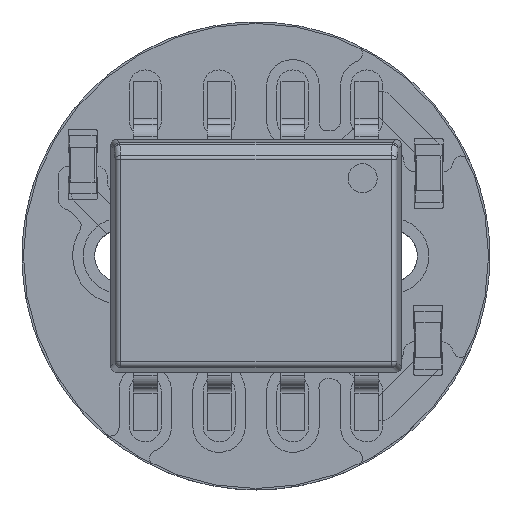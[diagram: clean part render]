
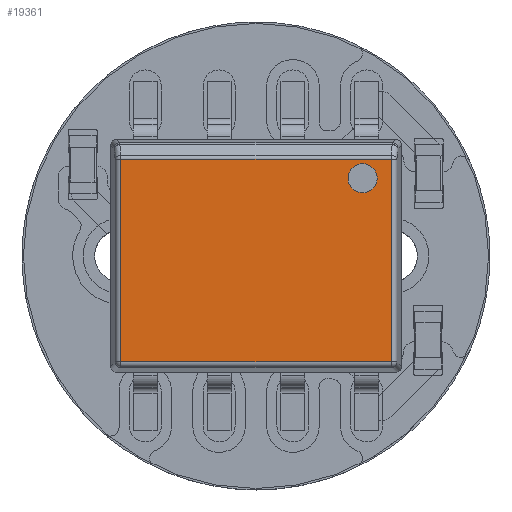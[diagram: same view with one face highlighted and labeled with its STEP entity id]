
A CAD part, top view. The second image highlights one B-rep face of the part: STEP entity #19361.
In plain terms, the highlighted planar face has unit normal (0, 0, 1).
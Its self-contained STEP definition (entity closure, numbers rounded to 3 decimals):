
#19155 = VERTEX_POINT('',#19156);
#19156 = CARTESIAN_POINT('',(3.823,0.177,1.75));
#19163 = EDGE_CURVE('',#19164,#19155,#19166,.T.);
#19164 = VERTEX_POINT('',#19165);
#19165 = CARTESIAN_POINT('',(0.341,0.177,1.75));
#19166 = LINE('',#19167,#19168);
#19167 = CARTESIAN_POINT('',(0.3,0.177,1.75));
#19168 = VECTOR('',#19169,1.);
#19169 = DIRECTION('',(1.,-0.,0.));
#19238 = VERTEX_POINT('',#19239);
#19239 = CARTESIAN_POINT('',(0.341,4.823,1.75));
#19246 = EDGE_CURVE('',#19238,#19247,#19249,.T.);
#19247 = VERTEX_POINT('',#19248);
#19248 = CARTESIAN_POINT('',(3.823,4.823,1.75));
#19249 = LINE('',#19250,#19251);
#19250 = CARTESIAN_POINT('',(0.3,4.823,1.75));
#19251 = VECTOR('',#19252,1.);
#19252 = DIRECTION('',(1.,0.,0.));
#19276 = EDGE_CURVE('',#19155,#19247,#19277,.T.);
#19277 = LINE('',#19278,#19279);
#19278 = CARTESIAN_POINT('',(3.823,0.087,1.75));
#19279 = VECTOR('',#19280,1.);
#19280 = DIRECTION('',(0.,1.,-0.));
#19361 = ADVANCED_FACE('',(#19362,#19373),#19384,.T.);
#19362 = FACE_BOUND('',#19363,.T.);
#19363 = EDGE_LOOP('',(#19364,#19365,#19371,#19372));
#19364 = ORIENTED_EDGE('',*,*,#19246,.F.);
#19365 = ORIENTED_EDGE('',*,*,#19366,.F.);
#19366 = EDGE_CURVE('',#19164,#19238,#19367,.T.);
#19367 = LINE('',#19368,#19369);
#19368 = CARTESIAN_POINT('',(0.341,0.087,1.75));
#19369 = VECTOR('',#19370,1.);
#19370 = DIRECTION('',(0.,1.,0.));
#19371 = ORIENTED_EDGE('',*,*,#19163,.T.);
#19372 = ORIENTED_EDGE('',*,*,#19276,.T.);
#19373 = FACE_BOUND('',#19374,.T.);
#19374 = EDGE_LOOP('',(#19375));
#19375 = ORIENTED_EDGE('',*,*,#19376,.F.);
#19376 = EDGE_CURVE('',#19377,#19377,#19379,.T.);
#19377 = VERTEX_POINT('',#19378);
#19378 = CARTESIAN_POINT('',(0.917,4.333,1.75));
#19379 = CIRCLE('',#19380,0.25);
#19380 = AXIS2_PLACEMENT_3D('',#19381,#19382,#19383);
#19381 = CARTESIAN_POINT('',(0.667,4.333,1.75));
#19382 = DIRECTION('',(0.,0.,1.));
#19383 = DIRECTION('',(1.,0.,-0.));
#19384 = PLANE('',#19385);
#19385 = AXIS2_PLACEMENT_3D('',#19386,#19387,#19388);
#19386 = CARTESIAN_POINT('',(0.,0.,1.75));
#19387 = DIRECTION('',(0.,0.,1.));
#19388 = DIRECTION('',(1.,0.,-0.));
